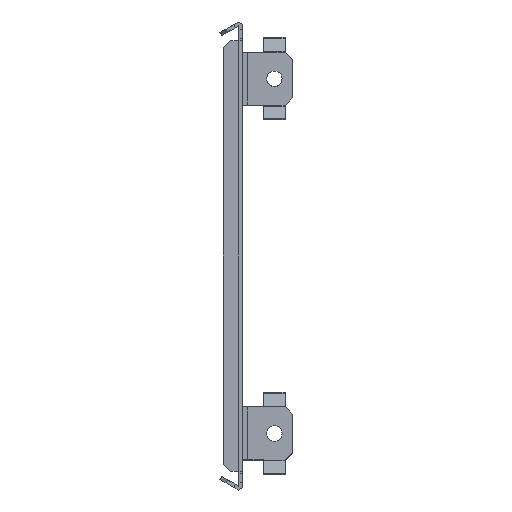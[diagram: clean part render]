
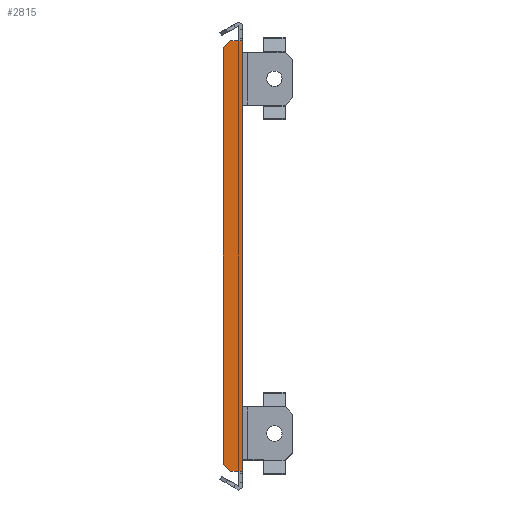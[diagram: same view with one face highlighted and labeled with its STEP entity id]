
A CAD part, front view. The second image highlights one B-rep face of the part: STEP entity #2815.
In plain terms, the highlighted planar face has unit normal (0, -1, 0).
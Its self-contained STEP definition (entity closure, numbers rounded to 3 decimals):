
#236 = ORIENTED_EDGE ( 'NONE', *, *, #1979, .T. ) ;
#291 = LINE ( 'NONE', #6823, #7037 ) ;
#327 = CARTESIAN_POINT ( 'NONE',  ( -47.948, -353., 47.948 ) ) ;
#404 = CARTESIAN_POINT ( 'NONE',  ( 0., -353., 90.897 ) ) ;
#509 = CARTESIAN_POINT ( 'NONE',  ( -2.5, -353., -90.897 ) ) ;
#515 = CARTESIAN_POINT ( 'NONE',  ( 0., -353., 90.897 ) ) ;
#1193 = ORIENTED_EDGE ( 'NONE', *, *, #4409, .F. ) ;
#1979 = EDGE_CURVE ( 'NONE', #18075, #10439, #9603, .T. ) ;
#2113 = DIRECTION ( 'NONE',  ( -1., 0., 0. ) ) ;
#2815 = ADVANCED_FACE ( 'NONE', ( #12551 ), #10727, .F. ) ;
#3569 = LINE ( 'NONE', #7972, #5216 ) ;
#3885 = ORIENTED_EDGE ( 'NONE', *, *, #4089, .T. ) ;
#4089 = EDGE_CURVE ( 'NONE', #16320, #13330, #14988, .T. ) ;
#4409 = EDGE_CURVE ( 'NONE', #19233, #4481, #10032, .T. ) ;
#4481 = VERTEX_POINT ( 'NONE', #404 ) ;
#4516 = CARTESIAN_POINT ( 'NONE',  ( 0., -353., -90.897 ) ) ;
#5216 = VECTOR ( 'NONE', #21013, 1000. ) ;
#5877 = CARTESIAN_POINT ( 'NONE',  ( -8., -353., 0. ) ) ;
#5909 = CARTESIAN_POINT ( 'NONE',  ( -5., -353., 90.897 ) ) ;
#5930 = DIRECTION ( 'NONE',  ( 0., 0., 1. ) ) ;
#6609 = DIRECTION ( 'NONE',  ( 1., 0., 0. ) ) ;
#6823 = CARTESIAN_POINT ( 'NONE',  ( 0., -353., 90.897 ) ) ;
#7037 = VECTOR ( 'NONE', #2113, 1000. ) ;
#7070 = VECTOR ( 'NONE', #19983, 1000. ) ;
#7309 = VERTEX_POINT ( 'NONE', #13746 ) ;
#7318 = CARTESIAN_POINT ( 'NONE',  ( -5., -353., -90.897 ) ) ;
#7648 = VECTOR ( 'NONE', #6609, 1000. ) ;
#7972 = CARTESIAN_POINT ( 'NONE',  ( 0., -353., 0. ) ) ;
#8517 = CARTESIAN_POINT ( 'NONE',  ( -47.948, -353., -47.948 ) ) ;
#8737 = VECTOR ( 'NONE', #10131, 1000. ) ;
#9187 = EDGE_LOOP ( 'NONE', ( #236, #17624, #10729, #1193, #15216, #3885, #13987, #16744 ) ) ;
#9603 = LINE ( 'NONE', #19750, #7648 ) ;
#9612 = EDGE_CURVE ( 'NONE', #7309, #18075, #18277, .T. ) ;
#9852 = CARTESIAN_POINT ( 'NONE',  ( -2.5, -353., -90.897 ) ) ;
#10032 = LINE ( 'NONE', #515, #7070 ) ;
#10131 = DIRECTION ( 'NONE',  ( 1., 0., 0. ) ) ;
#10439 = VERTEX_POINT ( 'NONE', #9852 ) ;
#10727 = PLANE ( 'NONE',  #13486 ) ;
#10729 = ORIENTED_EDGE ( 'NONE', *, *, #18007, .T. ) ;
#11502 = CARTESIAN_POINT ( 'NONE',  ( -2.5, -353., 90.897 ) ) ;
#11670 = EDGE_CURVE ( 'NONE', #13330, #7309, #18826, .T. ) ;
#12341 = CARTESIAN_POINT ( 'NONE',  ( -8., -353., 87.897 ) ) ;
#12551 = FACE_OUTER_BOUND ( 'NONE', #9187, .T. ) ;
#12862 = VECTOR ( 'NONE', #15423, 1000. ) ;
#13330 = VERTEX_POINT ( 'NONE', #12341 ) ;
#13449 = LINE ( 'NONE', #509, #8737 ) ;
#13486 = AXIS2_PLACEMENT_3D ( 'NONE', #15685, #14054, #5930 ) ;
#13746 = CARTESIAN_POINT ( 'NONE',  ( -8., -353., -87.897 ) ) ;
#13987 = ORIENTED_EDGE ( 'NONE', *, *, #11670, .T. ) ;
#14054 = DIRECTION ( 'NONE',  ( 0., 1., 0. ) ) ;
#14988 = LINE ( 'NONE', #327, #12862 ) ;
#15052 = DIRECTION ( 'NONE',  ( 0.707, 0., -0.707 ) ) ;
#15216 = ORIENTED_EDGE ( 'NONE', *, *, #16651, .T. ) ;
#15423 = DIRECTION ( 'NONE',  ( -0.707, 0., -0.707 ) ) ;
#15685 = CARTESIAN_POINT ( 'NONE',  ( 0., -353., 0. ) ) ;
#16320 = VERTEX_POINT ( 'NONE', #5909 ) ;
#16634 = EDGE_CURVE ( 'NONE', #10439, #18199, #13449, .T. ) ;
#16651 = EDGE_CURVE ( 'NONE', #19233, #16320, #291, .T. ) ;
#16744 = ORIENTED_EDGE ( 'NONE', *, *, #9612, .T. ) ;
#16765 = VECTOR ( 'NONE', #17320, 1000. ) ;
#17065 = VECTOR ( 'NONE', #15052, 1000. ) ;
#17320 = DIRECTION ( 'NONE',  ( 0., 0., -1. ) ) ;
#17624 = ORIENTED_EDGE ( 'NONE', *, *, #16634, .T. ) ;
#18007 = EDGE_CURVE ( 'NONE', #18199, #4481, #3569, .T. ) ;
#18075 = VERTEX_POINT ( 'NONE', #7318 ) ;
#18199 = VERTEX_POINT ( 'NONE', #4516 ) ;
#18277 = LINE ( 'NONE', #8517, #17065 ) ;
#18826 = LINE ( 'NONE', #5877, #16765 ) ;
#19233 = VERTEX_POINT ( 'NONE', #11502 ) ;
#19750 = CARTESIAN_POINT ( 'NONE',  ( 0., -353., -90.897 ) ) ;
#19983 = DIRECTION ( 'NONE',  ( 1., 0., 0. ) ) ;
#21013 = DIRECTION ( 'NONE',  ( 0., 0., 1. ) ) ;
